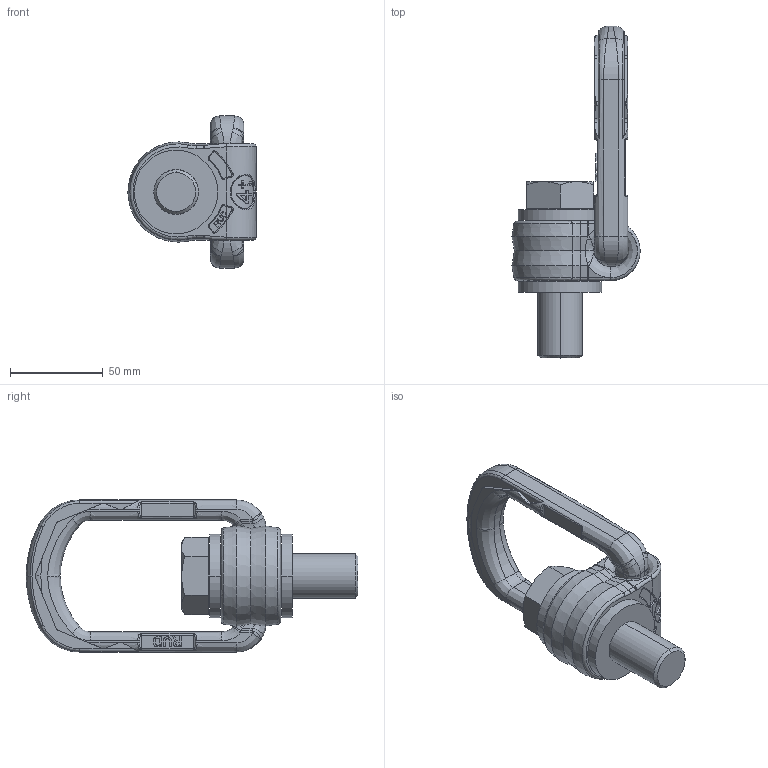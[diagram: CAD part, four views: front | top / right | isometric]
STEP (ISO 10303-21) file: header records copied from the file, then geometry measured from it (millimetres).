
FILE_DESCRIPTION((''),'2;1');
FILE_NAME('001-M34873-P-1_ASM','2014-05-14T',('Andreas.Wendler'),(''),'PRO/ENGINEER BY PARAMETRIC TECHNOLOGY CORPORATION, 2010140','PRO/ENGINEER BY PARAMETRIC TECHNOLOGY CORPORATION, 2010140','');
FILE_SCHEMA(('CONFIG_CONTROL_DESIGN'));
Products named in the file (4): 001-M34873-P-3; 001-M34873-P-2; 001-M34906-P-1; 001-M34873-P-1_ASM
Assembly tree (3 placements, depth 2):
  001-M34873-P-1_ASM
    001-M34873-P-3
    001-M34873-P-2
    001-M34906-P-1
Bounding box: 69.1 x 178.95 x 82 mm (x, y, z)
Volume: 203308.1 mm3; surface area: 50675.3 mm2
Topology: 3 solids, 3 shells, 1037 faces, 2718 edges, 1723 vertices
Faces by surface type: plane 628, bspline 302, cylinder 89, cone 16, torus 2
Entity records: 97362 total; most frequent: CARTESIAN_POINT 73927, ORIENTED_EDGE 5432, DIRECTION 3817, EDGE_CURVE 2716, VECTOR 1829, LINE 1829, VERTEX_POINT 1723, EDGE_LOOP 1081
